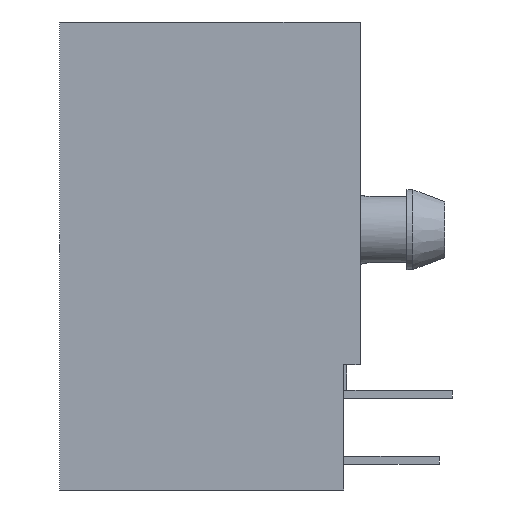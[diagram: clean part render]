
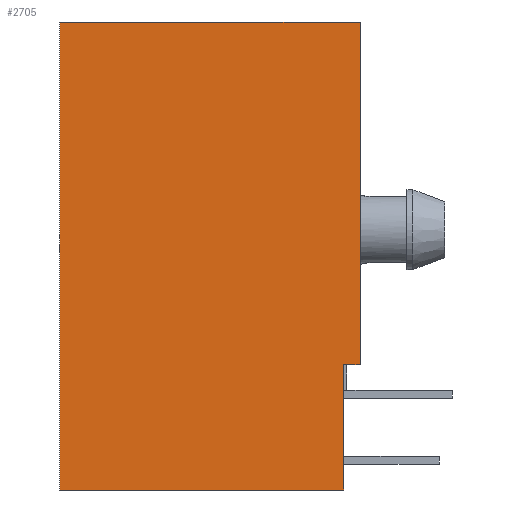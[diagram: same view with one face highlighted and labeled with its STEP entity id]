
A CAD part, left-side view. The second image highlights one B-rep face of the part: STEP entity #2705.
In plain terms, the highlighted planar face has unit normal (-1, 0, 0).
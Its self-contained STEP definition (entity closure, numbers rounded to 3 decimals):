
#282 = VERTEX_POINT('',#283);
#283 = CARTESIAN_POINT('',(-7.62,11.582,0.));
#289 = EDGE_CURVE('',#282,#290,#292,.T.);
#290 = VERTEX_POINT('',#291);
#291 = CARTESIAN_POINT('',(-7.62,0.635,0.));
#292 = LINE('',#293,#294);
#293 = CARTESIAN_POINT('',(-7.62,11.582,0.));
#294 = VECTOR('',#295,1.);
#295 = DIRECTION('',(0.,-1.,0.));
#2236 = VERTEX_POINT('',#2237);
#2237 = CARTESIAN_POINT('',(-7.62,0.635,4.826));
#2243 = EDGE_CURVE('',#2244,#2236,#2246,.T.);
#2244 = VERTEX_POINT('',#2245);
#2245 = CARTESIAN_POINT('',(-7.62,0.,4.826));
#2246 = LINE('',#2247,#2248);
#2247 = CARTESIAN_POINT('',(-7.62,0.,4.826));
#2248 = VECTOR('',#2249,1.);
#2249 = DIRECTION('',(0.,1.,0.));
#2405 = EDGE_CURVE('',#290,#2236,#2406,.T.);
#2406 = LINE('',#2407,#2408);
#2407 = CARTESIAN_POINT('',(-7.62,0.635,0.));
#2408 = VECTOR('',#2409,1.);
#2409 = DIRECTION('',(0.,0.,1.));
#2472 = EDGE_CURVE('',#2244,#2473,#2475,.T.);
#2473 = VERTEX_POINT('',#2474);
#2474 = CARTESIAN_POINT('',(-7.62,0.,18.034));
#2475 = LINE('',#2476,#2477);
#2476 = CARTESIAN_POINT('',(-7.62,0.,4.826));
#2477 = VECTOR('',#2478,1.);
#2478 = DIRECTION('',(0.,0.,1.));
#2705 = ADVANCED_FACE('',(#2706),#2726,.T.);
#2706 = FACE_BOUND('',#2707,.F.);
#2707 = EDGE_LOOP('',(#2708,#2709,#2710,#2718,#2724,#2725));
#2708 = ORIENTED_EDGE('',*,*,#2405,.F.);
#2709 = ORIENTED_EDGE('',*,*,#289,.F.);
#2710 = ORIENTED_EDGE('',*,*,#2711,.T.);
#2711 = EDGE_CURVE('',#282,#2712,#2714,.T.);
#2712 = VERTEX_POINT('',#2713);
#2713 = CARTESIAN_POINT('',(-7.62,11.582,18.034));
#2714 = LINE('',#2715,#2716);
#2715 = CARTESIAN_POINT('',(-7.62,11.582,0.));
#2716 = VECTOR('',#2717,1.);
#2717 = DIRECTION('',(0.,0.,1.));
#2718 = ORIENTED_EDGE('',*,*,#2719,.T.);
#2719 = EDGE_CURVE('',#2712,#2473,#2720,.T.);
#2720 = LINE('',#2721,#2722);
#2721 = CARTESIAN_POINT('',(-7.62,11.582,18.034));
#2722 = VECTOR('',#2723,1.);
#2723 = DIRECTION('',(0.,-1.,0.));
#2724 = ORIENTED_EDGE('',*,*,#2472,.F.);
#2725 = ORIENTED_EDGE('',*,*,#2243,.T.);
#2726 = PLANE('',#2727);
#2727 = AXIS2_PLACEMENT_3D('',#2728,#2729,#2730);
#2728 = CARTESIAN_POINT('',(-7.62,11.582,0.));
#2729 = DIRECTION('',(-1.,0.,0.));
#2730 = DIRECTION('',(0.,-1.,0.));
